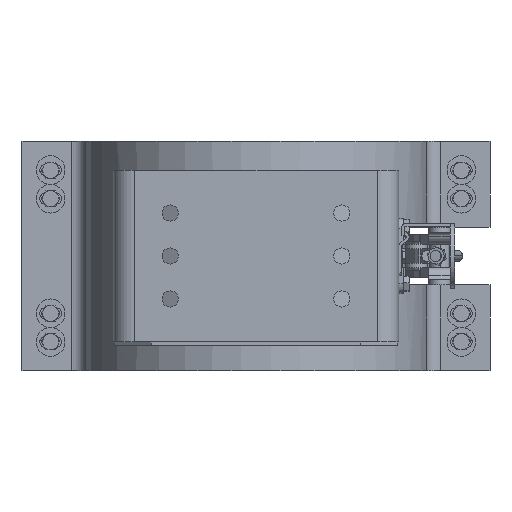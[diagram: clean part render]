
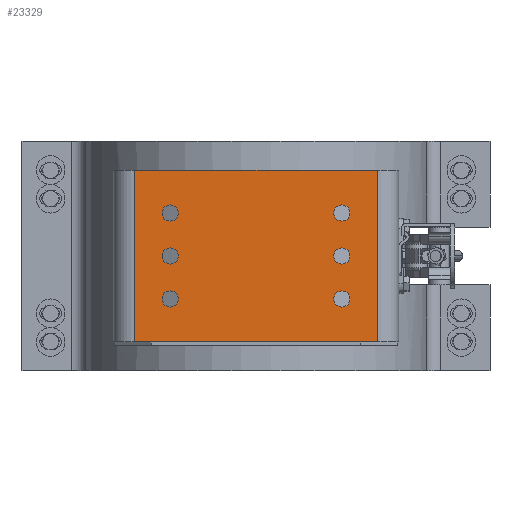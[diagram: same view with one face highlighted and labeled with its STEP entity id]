
A CAD part, front view. The second image highlights one B-rep face of the part: STEP entity #23329.
In plain terms, the highlighted planar face has unit normal (0, -1, 0).
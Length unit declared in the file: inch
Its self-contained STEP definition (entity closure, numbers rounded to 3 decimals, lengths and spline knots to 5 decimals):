
#22801=CARTESIAN_POINT('',(4.235,-13.6819,-3.0));
#22802=VERTEX_POINT('',#22801);
#22810=CARTESIAN_POINT('',(-4.235,-13.6819,-3.0));
#22811=VERTEX_POINT('',#22810);
#22812=CARTESIAN_POINT('',(4.235,-13.6819,-3.0));
#22813=DIRECTION('',(-1.0,0.0,0.0));
#22814=VECTOR('',#22813,8.47);
#22815=LINE('',#22812,#22814);
#22816=EDGE_CURVE('',#22802,#22811,#22815,.T.);
#22999=CARTESIAN_POINT('',(3.28125,-13.6819,0.));
#23000=VERTEX_POINT('',#22999);
#23001=CARTESIAN_POINT('',(3.,-13.6819,0.));
#23002=DIRECTION('',(0.0,1.0,0.0));
#23003=DIRECTION('',(1.0,0.0,0.0));
#23004=AXIS2_PLACEMENT_3D('',#23001,#23002,#23003);
#23005=CIRCLE('',#23004,0.28125);
#23006=EDGE_CURVE('',#23000,#23000,#23005,.T.);
#23027=CARTESIAN_POINT('',(-2.71875,-13.6819,-1.5));
#23028=VERTEX_POINT('',#23027);
#23029=CARTESIAN_POINT('',(-3.,-13.6819,-1.5));
#23030=DIRECTION('',(0.0,1.0,0.0));
#23031=DIRECTION('',(1.0,0.0,0.0));
#23032=AXIS2_PLACEMENT_3D('',#23029,#23030,#23031);
#23033=CIRCLE('',#23032,0.28125);
#23034=EDGE_CURVE('',#23028,#23028,#23033,.T.);
#23055=CARTESIAN_POINT('',(-2.71875,-13.6819,1.5));
#23056=VERTEX_POINT('',#23055);
#23057=CARTESIAN_POINT('',(-3.,-13.6819,1.5));
#23058=DIRECTION('',(0.0,1.0,0.0));
#23059=DIRECTION('',(1.0,0.0,0.0));
#23060=AXIS2_PLACEMENT_3D('',#23057,#23058,#23059);
#23061=CIRCLE('',#23060,0.28125);
#23062=EDGE_CURVE('',#23056,#23056,#23061,.T.);
#23083=CARTESIAN_POINT('',(-2.71875,-13.6819,0.));
#23084=VERTEX_POINT('',#23083);
#23085=CARTESIAN_POINT('',(-3.,-13.6819,0.));
#23086=DIRECTION('',(0.0,1.0,0.0));
#23087=DIRECTION('',(1.0,0.0,0.0));
#23088=AXIS2_PLACEMENT_3D('',#23085,#23086,#23087);
#23089=CIRCLE('',#23088,0.28125);
#23090=EDGE_CURVE('',#23084,#23084,#23089,.T.);
#23111=CARTESIAN_POINT('',(3.28125,-13.6819,1.5));
#23112=VERTEX_POINT('',#23111);
#23113=CARTESIAN_POINT('',(3.,-13.6819,1.5));
#23114=DIRECTION('',(0.0,1.0,0.0));
#23115=DIRECTION('',(1.0,0.0,0.0));
#23116=AXIS2_PLACEMENT_3D('',#23113,#23114,#23115);
#23117=CIRCLE('',#23116,0.28125);
#23118=EDGE_CURVE('',#23112,#23112,#23117,.T.);
#23139=CARTESIAN_POINT('',(3.28125,-13.6819,-1.5));
#23140=VERTEX_POINT('',#23139);
#23141=CARTESIAN_POINT('',(3.,-13.6819,-1.5));
#23142=DIRECTION('',(0.0,1.0,0.0));
#23143=DIRECTION('',(1.0,0.0,0.0));
#23144=AXIS2_PLACEMENT_3D('',#23141,#23142,#23143);
#23145=CIRCLE('',#23144,0.28125);
#23146=EDGE_CURVE('',#23140,#23140,#23145,.T.);
#23157=CARTESIAN_POINT('',(4.235,-13.6819,3.0));
#23158=VERTEX_POINT('',#23157);
#23166=CARTESIAN_POINT('',(4.235,-13.6819,-3.));
#23167=DIRECTION('',(0.0,0.0,1.0));
#23168=VECTOR('',#23167,6.);
#23169=LINE('',#23166,#23168);
#23170=EDGE_CURVE('',#22802,#23158,#23169,.T.);
#23259=CARTESIAN_POINT('',(-4.235,-13.6819,3.0));
#23260=VERTEX_POINT('',#23259);
#23261=CARTESIAN_POINT('',(-4.235,-13.6819,3.0));
#23262=DIRECTION('',(0.0,0.0,-1.0));
#23263=VECTOR('',#23262,6.0);
#23264=LINE('',#23261,#23263);
#23265=EDGE_CURVE('',#23260,#22811,#23264,.T.);
#23295=CARTESIAN_POINT('',(0.,-13.6819,0.));
#23296=DIRECTION('',(0.0,-1.0,0.0));
#23297=DIRECTION('',(1.0,0.0,0.0));
#23298=AXIS2_PLACEMENT_3D('',#23295,#23296,#23297);
#23299=PLANE('',#23298);
#23300=ORIENTED_EDGE('',*,*,#23170,.T.);
#23301=CARTESIAN_POINT('',(-4.235,-13.6819,3.0));
#23302=DIRECTION('',(1.0,0.0,0.0));
#23303=VECTOR('',#23302,8.47);
#23304=LINE('',#23301,#23303);
#23305=EDGE_CURVE('',#23260,#23158,#23304,.T.);
#23306=ORIENTED_EDGE('',*,*,#23305,.F.);
#23307=ORIENTED_EDGE('',*,*,#23265,.T.);
#23308=ORIENTED_EDGE('',*,*,#22816,.F.);
#23309=EDGE_LOOP('',(#23300,#23306,#23307,#23308));
#23310=FACE_OUTER_BOUND('',#23309,.T.);
#23311=ORIENTED_EDGE('',*,*,#23006,.T.);
#23312=EDGE_LOOP('',(#23311));
#23313=FACE_BOUND('',#23312,.T.);
#23314=ORIENTED_EDGE('',*,*,#23034,.T.);
#23315=EDGE_LOOP('',(#23314));
#23316=FACE_BOUND('',#23315,.T.);
#23317=ORIENTED_EDGE('',*,*,#23062,.T.);
#23318=EDGE_LOOP('',(#23317));
#23319=FACE_BOUND('',#23318,.T.);
#23320=ORIENTED_EDGE('',*,*,#23090,.T.);
#23321=EDGE_LOOP('',(#23320));
#23322=FACE_BOUND('',#23321,.T.);
#23323=ORIENTED_EDGE('',*,*,#23118,.T.);
#23324=EDGE_LOOP('',(#23323));
#23325=FACE_BOUND('',#23324,.T.);
#23326=ORIENTED_EDGE('',*,*,#23146,.T.);
#23327=EDGE_LOOP('',(#23326));
#23328=FACE_BOUND('',#23327,.T.);
#23329=ADVANCED_FACE('',(#23310,#23313,#23316,#23319,#23322,#23325,#23328),#23299,.T.);
